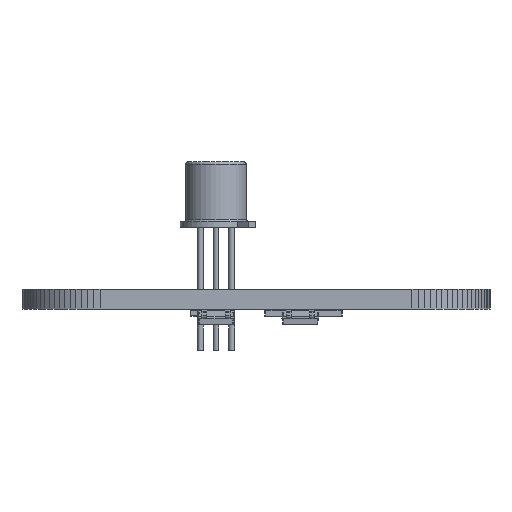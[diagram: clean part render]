
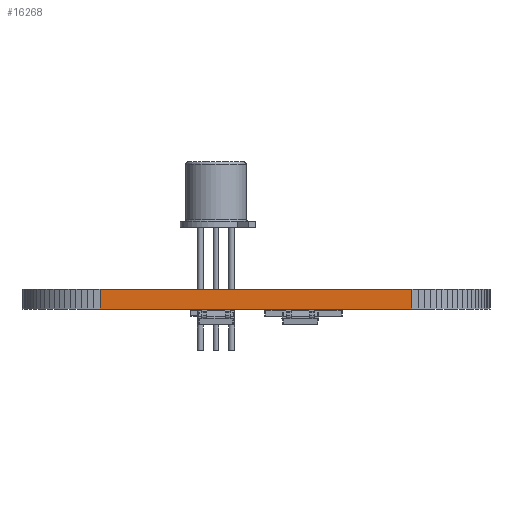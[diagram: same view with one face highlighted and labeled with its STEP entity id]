
A CAD part, left-side view. The second image highlights one B-rep face of the part: STEP entity #16268.
In plain terms, the highlighted planar face has unit normal (-1, 0, 0).
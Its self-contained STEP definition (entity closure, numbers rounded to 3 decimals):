
#9878 = PLANE('',#9879);
#9879 = AXIS2_PLACEMENT_3D('',#9880,#9881,#9882);
#9880 = CARTESIAN_POINT('',(66.955,-34.819,1.6));
#9881 = DIRECTION('',(-0.,-0.,-1.));
#9882 = DIRECTION('',(-1.,0.,0.));
#9932 = PLANE('',#9933);
#9933 = AXIS2_PLACEMENT_3D('',#9934,#9935,#9936);
#9934 = CARTESIAN_POINT('',(66.955,-34.819,0.));
#9935 = DIRECTION('',(-0.,-0.,-1.));
#9936 = DIRECTION('',(-1.,0.,0.));
#11721 = VERTEX_POINT('',#11722);
#11722 = CARTESIAN_POINT('',(47.905,-47.519,0.));
#11736 = PLANE('',#11737);
#11737 = AXIS2_PLACEMENT_3D('',#11738,#11739,#11740);
#11738 = CARTESIAN_POINT('',(47.924,-48.017,0.));
#11739 = DIRECTION('',(-0.999,-0.039,0.));
#11740 = DIRECTION('',(-0.039,0.999,0.));
#11748 = EDGE_CURVE('',#11721,#11749,#11751,.T.);
#11749 = VERTEX_POINT('',#11750);
#11750 = CARTESIAN_POINT('',(47.905,-22.119,0.));
#11751 = SURFACE_CURVE('',#11752,(#11756,#11763),.PCURVE_S1.);
#11752 = LINE('',#11753,#11754);
#11753 = CARTESIAN_POINT('',(47.905,-47.519,0.));
#11754 = VECTOR('',#11755,1.);
#11755 = DIRECTION('',(0.,1.,0.));
#11756 = PCURVE('',#9932,#11757);
#11757 = DEFINITIONAL_REPRESENTATION('',(#11758),#11762);
#11758 = LINE('',#11759,#11760);
#11759 = CARTESIAN_POINT('',(19.05,-12.7));
#11760 = VECTOR('',#11761,1.);
#11761 = DIRECTION('',(0.,1.));
#11762 = ( GEOMETRIC_REPRESENTATION_CONTEXT(2) 
PARAMETRIC_REPRESENTATION_CONTEXT() REPRESENTATION_CONTEXT('2D SPACE',''
  ) );
#11763 = PCURVE('',#11764,#11769);
#11764 = PLANE('',#11765);
#11765 = AXIS2_PLACEMENT_3D('',#11766,#11767,#11768);
#11766 = CARTESIAN_POINT('',(47.905,-47.519,0.));
#11767 = DIRECTION('',(-1.,0.,0.));
#11768 = DIRECTION('',(0.,1.,0.));
#11769 = DEFINITIONAL_REPRESENTATION('',(#11770),#11774);
#11770 = LINE('',#11771,#11772);
#11771 = CARTESIAN_POINT('',(0.,0.));
#11772 = VECTOR('',#11773,1.);
#11773 = DIRECTION('',(1.,0.));
#11774 = ( GEOMETRIC_REPRESENTATION_CONTEXT(2) 
PARAMETRIC_REPRESENTATION_CONTEXT() REPRESENTATION_CONTEXT('2D SPACE',''
  ) );
#11792 = PLANE('',#11793);
#11793 = AXIS2_PLACEMENT_3D('',#11794,#11795,#11796);
#11794 = CARTESIAN_POINT('',(47.905,-22.119,0.));
#11795 = DIRECTION('',(-0.999,0.039,0.));
#11796 = DIRECTION('',(0.039,0.999,0.));
#14188 = VERTEX_POINT('',#14189);
#14189 = CARTESIAN_POINT('',(47.905,-47.519,1.6));
#14210 = EDGE_CURVE('',#14188,#14211,#14213,.T.);
#14211 = VERTEX_POINT('',#14212);
#14212 = CARTESIAN_POINT('',(47.905,-22.119,1.6));
#14213 = SURFACE_CURVE('',#14214,(#14218,#14225),.PCURVE_S1.);
#14214 = LINE('',#14215,#14216);
#14215 = CARTESIAN_POINT('',(47.905,-47.519,1.6));
#14216 = VECTOR('',#14217,1.);
#14217 = DIRECTION('',(0.,1.,0.));
#14218 = PCURVE('',#9878,#14219);
#14219 = DEFINITIONAL_REPRESENTATION('',(#14220),#14224);
#14220 = LINE('',#14221,#14222);
#14221 = CARTESIAN_POINT('',(19.05,-12.7));
#14222 = VECTOR('',#14223,1.);
#14223 = DIRECTION('',(0.,1.));
#14224 = ( GEOMETRIC_REPRESENTATION_CONTEXT(2) 
PARAMETRIC_REPRESENTATION_CONTEXT() REPRESENTATION_CONTEXT('2D SPACE',''
  ) );
#14225 = PCURVE('',#11764,#14226);
#14226 = DEFINITIONAL_REPRESENTATION('',(#14227),#14231);
#14227 = LINE('',#14228,#14229);
#14228 = CARTESIAN_POINT('',(0.,-1.6));
#14229 = VECTOR('',#14230,1.);
#14230 = DIRECTION('',(1.,0.));
#14231 = ( GEOMETRIC_REPRESENTATION_CONTEXT(2) 
PARAMETRIC_REPRESENTATION_CONTEXT() REPRESENTATION_CONTEXT('2D SPACE',''
  ) );
#16218 = EDGE_CURVE('',#11749,#14211,#16219,.T.);
#16219 = SURFACE_CURVE('',#16220,(#16224,#16231),.PCURVE_S1.);
#16220 = LINE('',#16221,#16222);
#16221 = CARTESIAN_POINT('',(47.905,-22.119,0.));
#16222 = VECTOR('',#16223,1.);
#16223 = DIRECTION('',(0.,0.,1.));
#16224 = PCURVE('',#11792,#16225);
#16225 = DEFINITIONAL_REPRESENTATION('',(#16226),#16230);
#16226 = LINE('',#16227,#16228);
#16227 = CARTESIAN_POINT('',(0.,0.));
#16228 = VECTOR('',#16229,1.);
#16229 = DIRECTION('',(0.,-1.));
#16230 = ( GEOMETRIC_REPRESENTATION_CONTEXT(2) 
PARAMETRIC_REPRESENTATION_CONTEXT() REPRESENTATION_CONTEXT('2D SPACE',''
  ) );
#16231 = PCURVE('',#11764,#16232);
#16232 = DEFINITIONAL_REPRESENTATION('',(#16233),#16237);
#16233 = LINE('',#16234,#16235);
#16234 = CARTESIAN_POINT('',(25.4,0.));
#16235 = VECTOR('',#16236,1.);
#16236 = DIRECTION('',(0.,-1.));
#16237 = ( GEOMETRIC_REPRESENTATION_CONTEXT(2) 
PARAMETRIC_REPRESENTATION_CONTEXT() REPRESENTATION_CONTEXT('2D SPACE',''
  ) );
#16268 = ADVANCED_FACE('',(#16269),#11764,.T.);
#16269 = FACE_BOUND('',#16270,.T.);
#16270 = EDGE_LOOP('',(#16271,#16292,#16293,#16294));
#16271 = ORIENTED_EDGE('',*,*,#16272,.T.);
#16272 = EDGE_CURVE('',#11721,#14188,#16273,.T.);
#16273 = SURFACE_CURVE('',#16274,(#16278,#16285),.PCURVE_S1.);
#16274 = LINE('',#16275,#16276);
#16275 = CARTESIAN_POINT('',(47.905,-47.519,0.));
#16276 = VECTOR('',#16277,1.);
#16277 = DIRECTION('',(0.,0.,1.));
#16278 = PCURVE('',#11764,#16279);
#16279 = DEFINITIONAL_REPRESENTATION('',(#16280),#16284);
#16280 = LINE('',#16281,#16282);
#16281 = CARTESIAN_POINT('',(0.,0.));
#16282 = VECTOR('',#16283,1.);
#16283 = DIRECTION('',(0.,-1.));
#16284 = ( GEOMETRIC_REPRESENTATION_CONTEXT(2) 
PARAMETRIC_REPRESENTATION_CONTEXT() REPRESENTATION_CONTEXT('2D SPACE',''
  ) );
#16285 = PCURVE('',#11736,#16286);
#16286 = DEFINITIONAL_REPRESENTATION('',(#16287),#16291);
#16287 = LINE('',#16288,#16289);
#16288 = CARTESIAN_POINT('',(0.499,0.));
#16289 = VECTOR('',#16290,1.);
#16290 = DIRECTION('',(0.,-1.));
#16291 = ( GEOMETRIC_REPRESENTATION_CONTEXT(2) 
PARAMETRIC_REPRESENTATION_CONTEXT() REPRESENTATION_CONTEXT('2D SPACE',''
  ) );
#16292 = ORIENTED_EDGE('',*,*,#14210,.T.);
#16293 = ORIENTED_EDGE('',*,*,#16218,.F.);
#16294 = ORIENTED_EDGE('',*,*,#11748,.F.);
